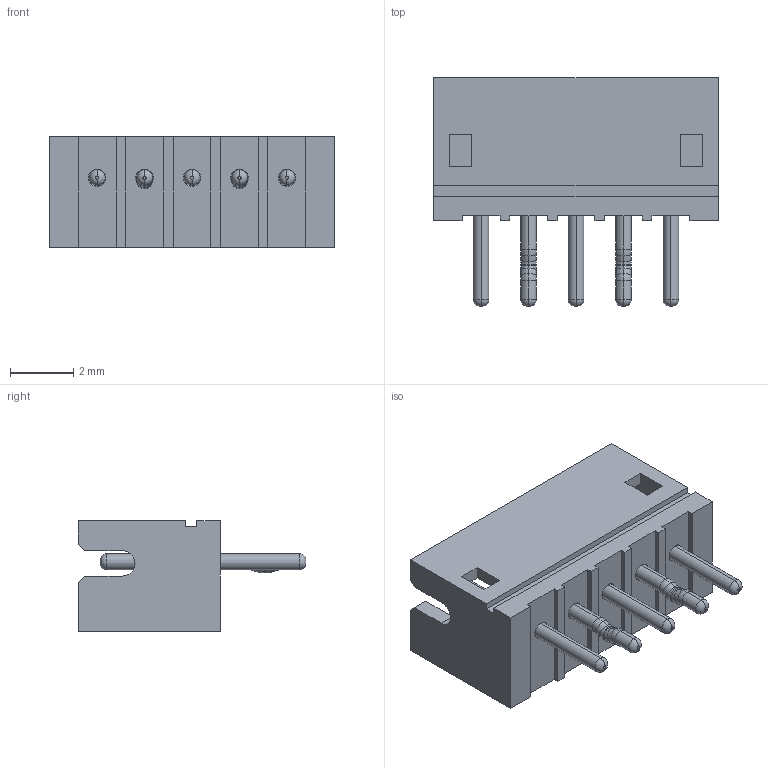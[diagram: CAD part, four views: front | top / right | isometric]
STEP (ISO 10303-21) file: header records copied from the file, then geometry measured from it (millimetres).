
FILE_DESCRIPTION (( 'STEP AP214' ), '1' );
FILE_NAME ('B5B-ZR (LF)(SN).STEP', '2021-11-18T11:40:31', ( '' ), ( '' ), 'SwSTEP 2.0', 'SolidWorks 2017', '' );
FILE_SCHEMA (( 'AUTOMOTIVE_DESIGN' ));
Length unit declared in the file: millimetre
Products named in the file (2): B5B-ZR (LF)(SN)_B5B-ZR (LF)(SN); B5B-ZR (LF)(SN)
Assembly tree (1 placements, depth 2):
  B5B-ZR (LF)(SN)
    B5B-ZR (LF)(SN)_B5B-ZR (LF)(SN)
Bounding box: 9 x 7.2 x 3.5 mm (x, y, z)
Volume: 71.2 mm3; surface area: 309.4 mm2
Topology: 6 solids, 6 shells, 156 faces, 366 edges, 220 vertices
Faces by surface type: plane 62, cylinder 38, torus 36, cone 20
Entity records: 4565 total; most frequent: DIRECTION 838, CARTESIAN_POINT 746, ORIENTED_EDGE 732, EDGE_CURVE 366, AXIS2_PLACEMENT_3D 312, VERTEX_POINT 220, VECTOR 214, LINE 214
